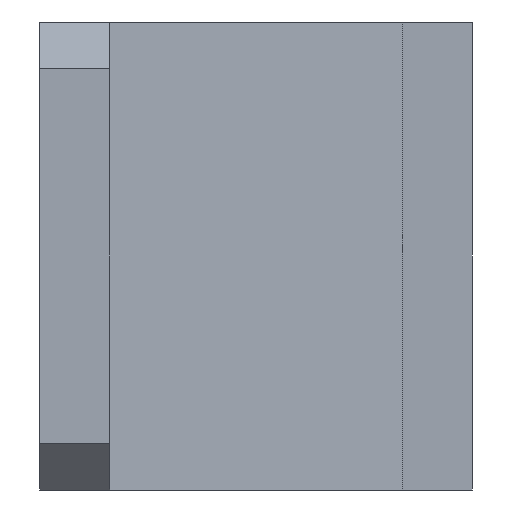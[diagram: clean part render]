
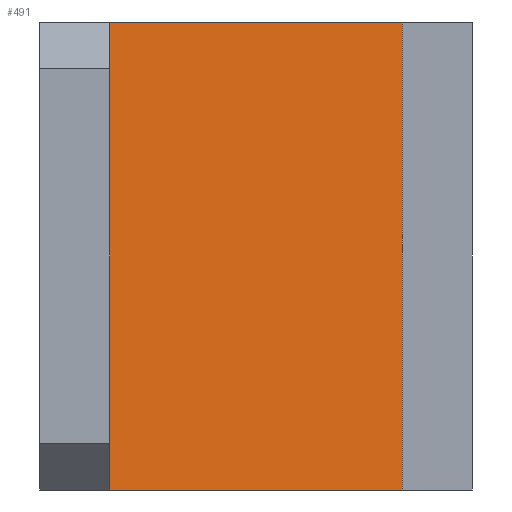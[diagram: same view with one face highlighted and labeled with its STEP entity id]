
A CAD part, front view. The second image highlights one B-rep face of the part: STEP entity #491.
In plain terms, the highlighted planar face has unit normal (0.08, -0.997, 0).
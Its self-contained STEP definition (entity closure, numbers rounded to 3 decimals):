
#42=PLANE('',#548);
#62=FACE_OUTER_BOUND('',#96,.T.);
#96=EDGE_LOOP('',(#430,#431,#432,#433));
#122=LINE('',#734,#174);
#134=LINE('',#766,#186);
#152=LINE('',#801,#204);
#153=LINE('',#803,#205);
#174=VECTOR('',#598,10.);
#186=VECTOR('',#624,10.);
#204=VECTOR('',#658,10.);
#205=VECTOR('',#661,10.);
#242=VERTEX_POINT('',#731);
#243=VERTEX_POINT('',#733);
#255=VERTEX_POINT('',#763);
#256=VERTEX_POINT('',#765);
#290=EDGE_CURVE('',#242,#243,#122,.T.);
#306=EDGE_CURVE('',#255,#256,#134,.T.);
#324=EDGE_CURVE('',#242,#256,#152,.T.);
#325=EDGE_CURVE('',#243,#255,#153,.T.);
#430=ORIENTED_EDGE('',*,*,#306,.F.);
#431=ORIENTED_EDGE('',*,*,#325,.F.);
#432=ORIENTED_EDGE('',*,*,#290,.F.);
#433=ORIENTED_EDGE('',*,*,#324,.T.);
#491=ADVANCED_FACE('',(#62),#42,.T.);
#548=AXIS2_PLACEMENT_3D('',#802,#659,#660);
#598=DIRECTION('',(0.997,0.08,0.));
#624=DIRECTION('',(-0.997,-0.08,0.));
#658=DIRECTION('',(0.,0.,-1.));
#659=DIRECTION('center_axis',(0.08,-0.997,0.));
#660=DIRECTION('ref_axis',(-0.997,-0.08,0.));
#661=DIRECTION('',(0.,0.,-1.));
#731=CARTESIAN_POINT('',(-25.,-34.,20.));
#733=CARTESIAN_POINT('',(0.,-32.,20.));
#734=CARTESIAN_POINT('',(-25.,-34.,20.));
#763=CARTESIAN_POINT('',(0.,-32.,-20.));
#765=CARTESIAN_POINT('',(-25.,-34.,-20.));
#766=CARTESIAN_POINT('',(-8.357,-32.669,-20.));
#801=CARTESIAN_POINT('',(-25.,-34.,20.));
#802=CARTESIAN_POINT('Origin',(0.,-32.,20.));
#803=CARTESIAN_POINT('',(0.,-32.,20.));
